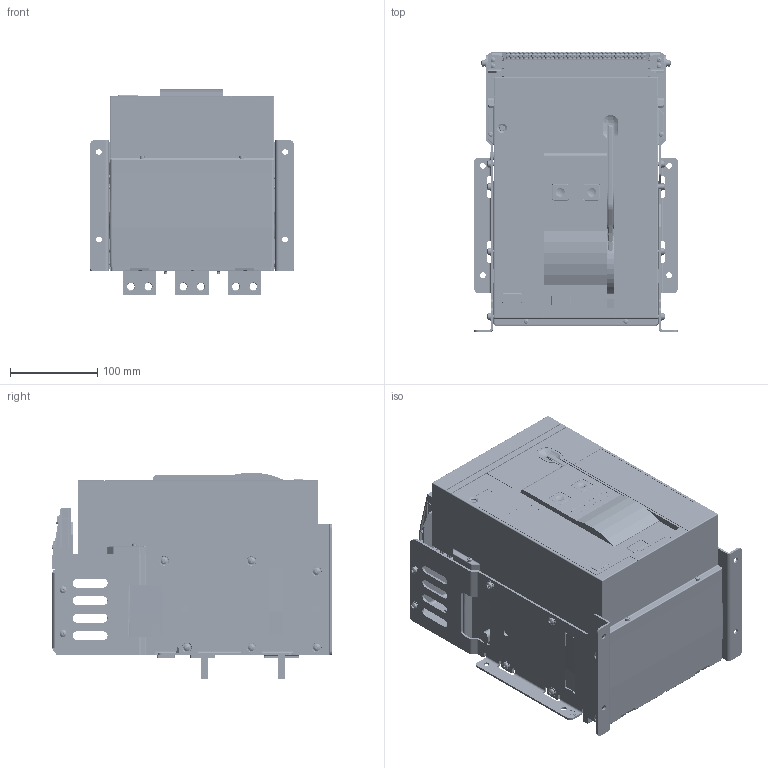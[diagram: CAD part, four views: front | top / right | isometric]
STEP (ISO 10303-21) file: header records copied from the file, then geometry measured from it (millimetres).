
FILE_DESCRIPTION(/* description */ (''),/* implementation_level */ '2;1');
FILE_NAME(/* name */ 'CW3-1000_F_IEK_优化.stp',/* time_stamp */ '2024-12-07T11:20:09+08:00',/* author */ (''),/* organization */ (''),/* preprocessor_version */ 'ST-DEVELOPER v16.7',/* originating_system */ 'SIEMENS PLM Software NX 12.0',/* authorisation */ '');
FILE_SCHEMA (('AUTOMOTIVE_DESIGN { 1 0 10303 214 3 1 1 1 }'));
Products named in the file (1): _model3
Bounding box: 233 x 320.86 x 236.47 mm (x, y, z)
Volume: 10306203.3 mm3; surface area: 646681.7 mm2
Topology: 1 solids, 155 shells, 6709 faces, 17012 edges, 10940 vertices
Faces by surface type: plane 4142, cylinder 2002, cone 236, torus 213, sphere 73, bspline 41, extrusion 2
Full cylindrical faces by diameter (mm): 2.2 x3, 2.4 x7, 3 x132, 4 x27, 5 x1, 5.23 x8, 5.6 x8, 6 x7, 6.5 x9, 6.78 x25, 7 x1, 8 x31, 8.5 x12, 8.75 x4, 9 x25, 9.5 x4, 10 x7, 11 x4, 11.2 x1, 12 x1, 18 x3
Entity records: 238925 total; most frequent: CARTESIAN_POINT 35265, DIRECTION 34000, ORIENTED_EDGE 31710, EDGE_CURVE 15855, AXIS2_PLACEMENT_3D 11873, VERTEX_POINT 10468, VECTOR 10254, LINE 10252
